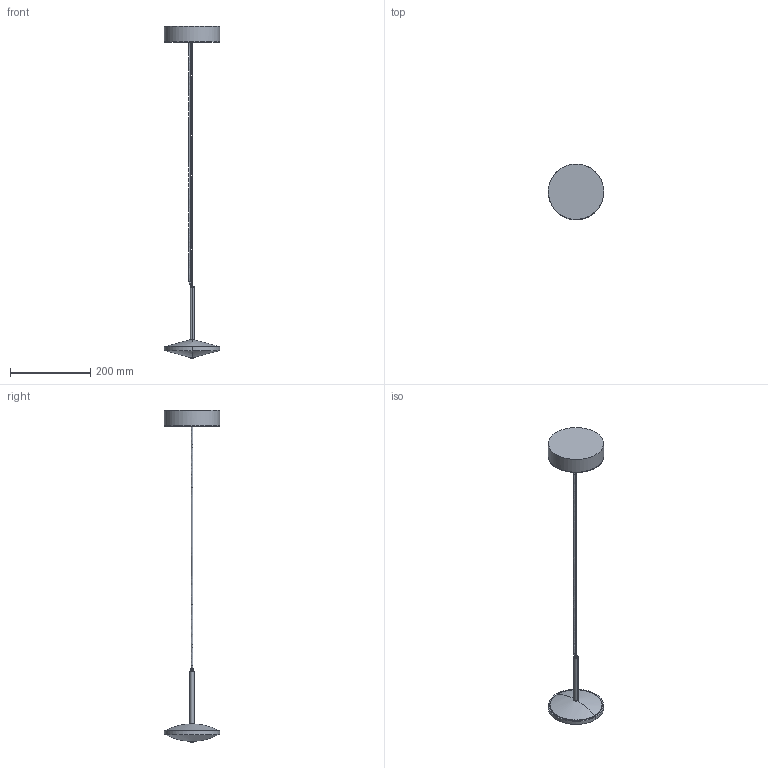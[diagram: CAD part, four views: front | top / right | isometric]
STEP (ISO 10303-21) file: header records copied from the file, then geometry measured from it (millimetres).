
FILE_DESCRIPTION(/* description */ (''),/* implementation_level */ '2;1');
FILE_NAME(/* name */ 'Dish6h_3D_mm',/* time_stamp */ '2025-06-24T08:59:50-07:00',/* author */ (''),/* organization */ (''),/* preprocessor_version */ 'ST-DEVELOPER v16.5',/* originating_system */ '',/* authorisation */ '');
FILE_SCHEMA (('AUTOMOTIVE_DESIGN'));
Length unit declared in the file: millimetre
Products named in the file (1): Document
Bounding box: 137.98 x 138 x 828.12 mm (x, y, z)
Volume: 607193 mm3; surface area: 99036.2 mm2
Topology: 4 solids, 8 shells, 72 faces, 145 edges, 91 vertices
Faces by surface type: bspline 50, plane 22
Entity records: 3585 total; most frequent: CARTESIAN_POINT 2601, ORIENTED_EDGE 281, EDGE_CURVE 144, VERTEX_POINT 90, EDGE_LOOP 81, ADVANCED_FACE 72, FACE_OUTER_BOUND 72, B_SPLINE_CURVE_WITH_KNOTS 42
